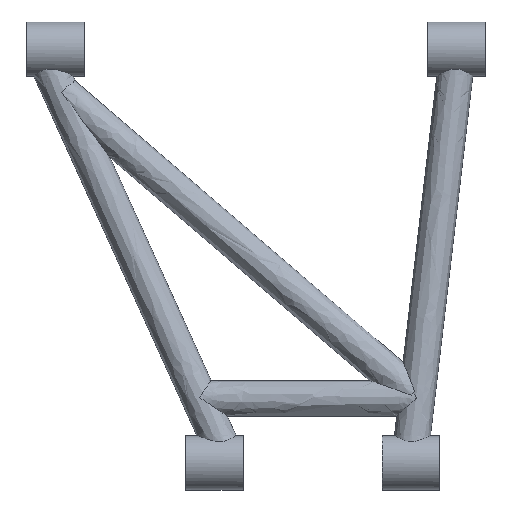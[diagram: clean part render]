
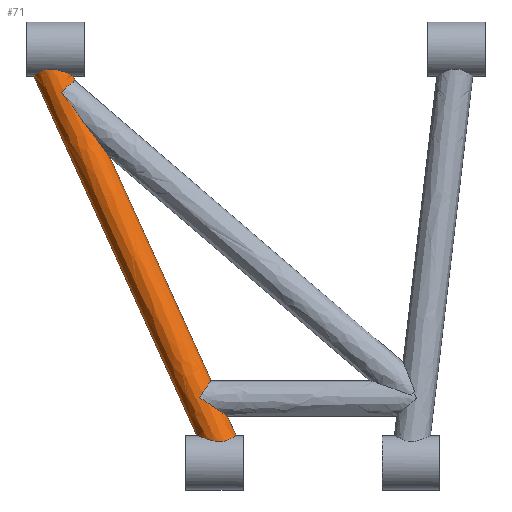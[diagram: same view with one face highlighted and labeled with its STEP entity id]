
A CAD part, front view. The second image highlights one B-rep face of the part: STEP entity #71.
In plain terms, the highlighted free-form (B-spline) face has degree [1, 2] with [2, 9] control points.
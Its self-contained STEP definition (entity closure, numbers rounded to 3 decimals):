
#71=ADVANCED_FACE('',(#139),#782,.T.);
#139=FACE_OUTER_BOUND('',#204,.T.);
#204=EDGE_LOOP('',(#405,#406,#407,#408));
#405=ORIENTED_EDGE('',*,*,#540,.T.);
#406=ORIENTED_EDGE('',*,*,#542,.F.);
#407=ORIENTED_EDGE('',*,*,#538,.T.);
#408=ORIENTED_EDGE('',*,*,#541,.F.);
#538=EDGE_CURVE('',#737,#733,#624,.T.);
#540=EDGE_CURVE('',#734,#738,#626,.T.);
#541=EDGE_CURVE('',#734,#733,#627,.T.);
#542=EDGE_CURVE('',#737,#738,#628,.T.);
#624=B_SPLINE_CURVE_WITH_KNOTS('',1,(#2796,#2797),.UNSPECIFIED.,.F.,.F.,
(2,2),(0.,275.583),.UNSPECIFIED.);
#626=B_SPLINE_CURVE_WITH_KNOTS('',1,(#2828,#2829),.UNSPECIFIED.,.F.,.F.,
(2,2),(-275.583,0.),.UNSPECIFIED.);
#627=B_SPLINE_CURVE_WITH_KNOTS('',3,(#2830,#2831,#2832,#2833,#2834,#2835,
#2836,#2837,#2838,#2839,#2840,#2841,#2842,#2843,#2844,#2845,#2846,#2847,
#2848,#2849,#2850,#2851,#2852,#2853,#2854,#2855,#2856,#2857,#2858,#2859),
 .UNSPECIFIED.,.F.,.F.,(4,2,2,2,2,2,2,2,2,2,2,2,2,2,4),(-1.,-0.969,
-0.938,-0.907,-0.876,-0.813,
-0.75,-0.625,-0.5,-0.25,
-0.125,-0.063,-0.031,-0.016,
0.),.UNSPECIFIED.);
#628=B_SPLINE_CURVE_WITH_KNOTS('',3,(#2860,#2861,#2862,#2863,#2864,#2865,
#2866,#2867,#2868,#2869,#2870,#2871,#2872,#2873,#2874,#2875,#2876,#2877,
#2878,#2879,#2880,#2881,#2882,#2883,#2884,#2885,#2886,#2887,#2888,#2889),
 .UNSPECIFIED.,.F.,.F.,(4,2,2,2,2,2,2,2,2,2,2,2,2,2,4),(0.,0.031,
0.062,0.093,0.124,0.187,
0.25,0.375,0.5,0.75,
0.875,0.937,0.969,0.984,
1.),.UNSPECIFIED.);
#733=VERTEX_POINT('',#2694);
#734=VERTEX_POINT('',#2695);
#737=VERTEX_POINT('',#2698);
#738=VERTEX_POINT('',#2699);
#782=(
BOUNDED_SURFACE()
B_SPLINE_SURFACE(1,2,((#2622,#2623,#2624,#2625,#2626,#2627,#2628,#2629,
#2630),(#2631,#2632,#2633,#2634,#2635,#2636,#2637,#2638,#2639)),
 .UNSPECIFIED.,.F.,.F.,.F.)
B_SPLINE_SURFACE_WITH_KNOTS((2,2),(3,2,2,2,3),(0.,356.059),(0.,
1.571,3.142,4.712,6.283),
 .UNSPECIFIED.)
GEOMETRIC_REPRESENTATION_ITEM()
RATIONAL_B_SPLINE_SURFACE(((1.,0.707,1.,0.707,1.,
0.707,1.,0.707,1.),(1.,0.707,1.,0.707,
1.,0.707,1.,0.707,1.)))
REPRESENTATION_ITEM('')
SURFACE()
);
#2622=CARTESIAN_POINT('',(-286.,23.932,305.969));
#2623=CARTESIAN_POINT('',(-297.385,23.739,300.812));
#2624=CARTESIAN_POINT('',(-297.385,11.248,301.278));
#2625=CARTESIAN_POINT('',(-297.385,-1.243,301.745));
#2626=CARTESIAN_POINT('',(-286.,-1.051,306.902));
#2627=CARTESIAN_POINT('',(-274.615,-0.858,312.059));
#2628=CARTESIAN_POINT('',(-274.615,11.633,311.592));
#2629=CARTESIAN_POINT('',(-274.615,24.124,311.126));
#2630=CARTESIAN_POINT('',(-286.,23.932,305.969));
#2631=CARTESIAN_POINT('',(-139.,11.833,-18.103));
#2632=CARTESIAN_POINT('',(-150.385,11.64,-23.26));
#2633=CARTESIAN_POINT('',(-150.385,-0.851,-22.794));
#2634=CARTESIAN_POINT('',(-150.385,-13.342,-22.327));
#2635=CARTESIAN_POINT('',(-139.,-13.15,-17.17));
#2636=CARTESIAN_POINT('',(-127.615,-12.957,-12.013));
#2637=CARTESIAN_POINT('',(-127.615,-0.466,-12.48));
#2638=CARTESIAN_POINT('',(-127.615,12.025,-12.946));
#2639=CARTESIAN_POINT('',(-139.,11.833,-18.103));
#2694=CARTESIAN_POINT('',(-255.663,10.073,269.812));
#2695=CARTESIAN_POINT('',(-283.112,10.073,269.812));
#2698=CARTESIAN_POINT('',(-141.888,0.709,18.987));
#2699=CARTESIAN_POINT('',(-169.337,0.709,18.987));
#2796=CARTESIAN_POINT('',(-141.888,0.709,18.987));
#2797=CARTESIAN_POINT('',(-255.663,10.073,269.812));
#2828=CARTESIAN_POINT('',(-283.112,10.073,269.812));
#2829=CARTESIAN_POINT('',(-169.337,0.709,18.987));
#2830=CARTESIAN_POINT('',(-283.112,10.073,269.812));
#2831=CARTESIAN_POINT('',(-283.112,8.254,269.88));
#2832=CARTESIAN_POINT('',(-282.801,6.754,270.193));
#2833=CARTESIAN_POINT('',(-282.081,4.468,270.839));
#2834=CARTESIAN_POINT('',(-281.647,3.555,271.201));
#2835=CARTESIAN_POINT('',(-280.551,1.82,272.018));
#2836=CARTESIAN_POINT('',(-279.966,1.027,272.455));
#2837=CARTESIAN_POINT('',(-277.616,-0.85,273.733));
#2838=CARTESIAN_POINT('',(-276.178,-1.446,274.254));
#2839=CARTESIAN_POINT('',(-273.949,-2.143,274.859));
#2840=CARTESIAN_POINT('',(-273.15,-2.174,274.905));
#2841=CARTESIAN_POINT('',(-271.6,-2.263,274.987));
#2842=CARTESIAN_POINT('',(-270.945,-2.244,274.967));
#2843=CARTESIAN_POINT('',(-269.116,-2.111,274.845));
#2844=CARTESIAN_POINT('',(-268.099,-1.919,274.665));
#2845=CARTESIAN_POINT('',(-266.188,-1.435,274.245));
#2846=CARTESIAN_POINT('',(-265.309,-1.139,273.997));
#2847=CARTESIAN_POINT('',(-262.784,-0.097,273.198));
#2848=CARTESIAN_POINT('',(-261.255,0.771,272.588));
#2849=CARTESIAN_POINT('',(-259.051,2.647,271.614));
#2850=CARTESIAN_POINT('',(-258.335,3.358,271.279));
#2851=CARTESIAN_POINT('',(-257.281,4.806,270.756));
#2852=CARTESIAN_POINT('',(-256.933,5.345,270.578));
#2853=CARTESIAN_POINT('',(-256.42,6.424,270.302));
#2854=CARTESIAN_POINT('',(-256.25,6.824,270.208));
#2855=CARTESIAN_POINT('',(-256.001,7.616,270.063));
#2856=CARTESIAN_POINT('',(-255.919,7.909,270.013));
#2857=CARTESIAN_POINT('',(-255.763,8.684,269.911));
#2858=CARTESIAN_POINT('',(-255.663,9.13,269.847));
#2859=CARTESIAN_POINT('',(-255.663,10.073,269.812));
#2860=CARTESIAN_POINT('',(-141.888,0.709,18.987));
#2861=CARTESIAN_POINT('',(-141.888,-1.11,19.055));
#2862=CARTESIAN_POINT('',(-142.199,-2.629,18.855));
#2863=CARTESIAN_POINT('',(-142.919,-4.957,18.38));
#2864=CARTESIAN_POINT('',(-143.353,-5.895,18.088));
#2865=CARTESIAN_POINT('',(-144.449,-7.686,17.403));
#2866=CARTESIAN_POINT('',(-145.034,-8.509,17.026));
#2867=CARTESIAN_POINT('',(-147.384,-10.476,15.891));
#2868=CARTESIAN_POINT('',(-148.823,-11.11,15.416));
#2869=CARTESIAN_POINT('',(-151.049,-11.849,14.865));
#2870=CARTESIAN_POINT('',(-151.85,-11.884,14.821));
#2871=CARTESIAN_POINT('',(-153.4,-11.979,14.746));
#2872=CARTESIAN_POINT('',(-154.055,-11.958,14.764));
#2873=CARTESIAN_POINT('',(-155.884,-11.817,14.876));
#2874=CARTESIAN_POINT('',(-156.902,-11.612,15.041));
#2875=CARTESIAN_POINT('',(-158.812,-11.098,15.424));
#2876=CARTESIAN_POINT('',(-159.691,-10.784,15.649));
#2877=CARTESIAN_POINT('',(-162.216,-9.686,16.369));
#2878=CARTESIAN_POINT('',(-163.745,-8.774,16.912));
#2879=CARTESIAN_POINT('',(-165.949,-6.831,17.743));
#2880=CARTESIAN_POINT('',(-166.665,-6.097,18.024));
#2881=CARTESIAN_POINT('',(-167.719,-4.614,18.438));
#2882=CARTESIAN_POINT('',(-168.067,-4.063,18.576));
#2883=CARTESIAN_POINT('',(-168.58,-2.967,18.771));
#2884=CARTESIAN_POINT('',(-168.75,-2.562,18.834));
#2885=CARTESIAN_POINT('',(-168.999,-1.761,18.92));
#2886=CARTESIAN_POINT('',(-169.081,-1.464,18.948));
#2887=CARTESIAN_POINT('',(-169.237,-0.684,18.992));
#2888=CARTESIAN_POINT('',(-169.337,-0.235,19.022));
#2889=CARTESIAN_POINT('',(-169.337,0.709,18.987));
